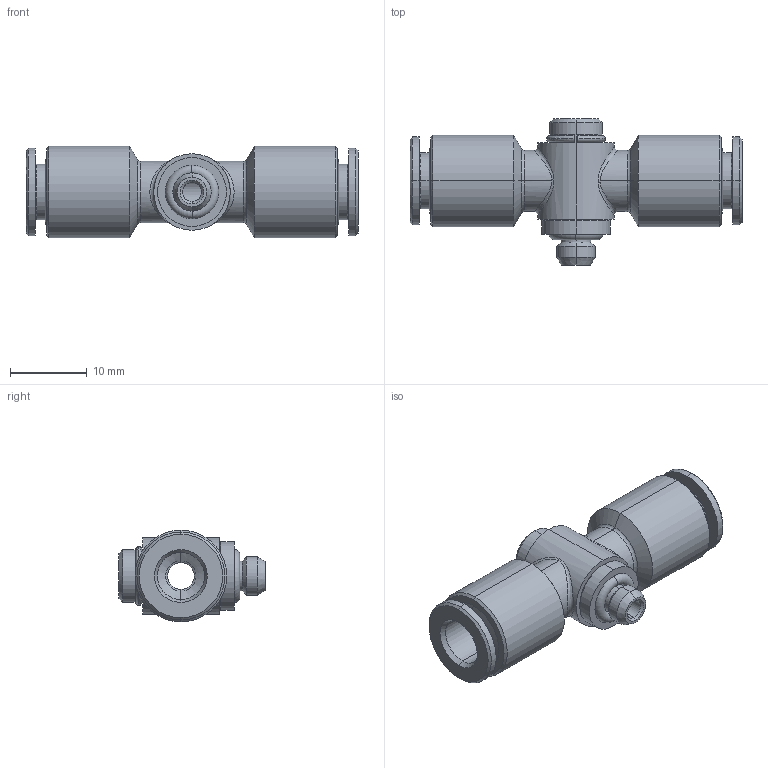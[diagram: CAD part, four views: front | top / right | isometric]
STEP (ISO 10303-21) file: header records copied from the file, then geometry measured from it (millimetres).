
FILE_DESCRIPTION (( 'STEP AP203' ), '1' );
FILE_NAME ('A0120030.STEP', '2009-11-25T08:39:53', ( 'Gabriele' ), ( 'C.Matic srl' ), 'SwSTEP 2.0', 'SolidWorks 2009', '' );
FILE_SCHEMA (( 'CONFIG_CONTROL_DESIGN' ));
Length unit declared in the file: millimetre
Products named in the file (1): A0120030
Bounding box: 43.4 x 19.1 x 12 mm (x, y, z)
Volume: 3180.6 mm3; surface area: 3144 mm2
Topology: 2 solids, 2 shells, 122 faces, 256 edges, 151 vertices
Faces by surface type: cone 42, cylinder 38, plane 30, torus 8, bspline 4
Entity records: 5261 total; most frequent: CARTESIAN_POINT 2542, DIRECTION 596, ORIENTED_EDGE 508, EDGE_CURVE 254, AXIS2_PLACEMENT_3D 249, VERTEX_POINT 151, EDGE_LOOP 141, CIRCLE 130
